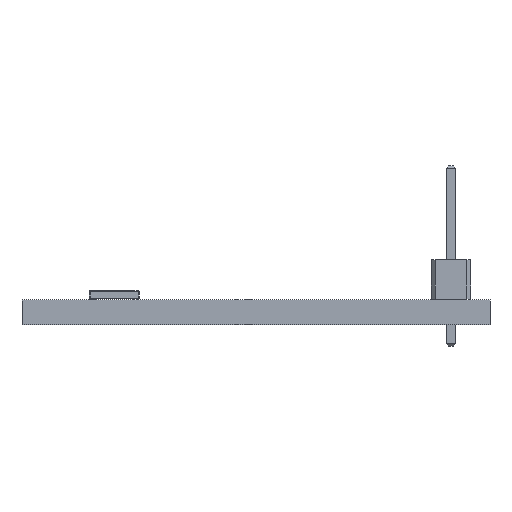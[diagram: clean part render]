
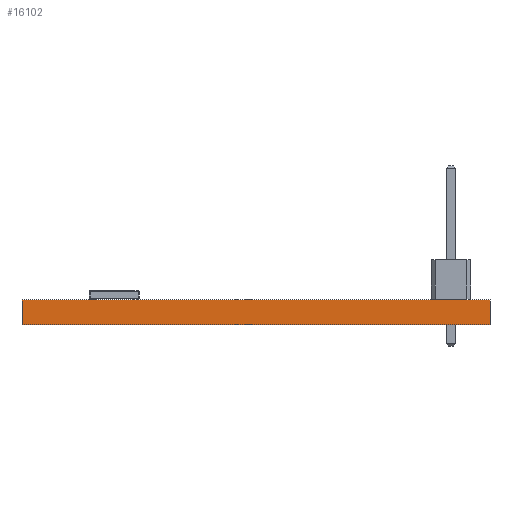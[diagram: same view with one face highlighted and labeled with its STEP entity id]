
A CAD part, front view. The second image highlights one B-rep face of the part: STEP entity #16102.
In plain terms, the highlighted planar face has unit normal (0, -1, 0).
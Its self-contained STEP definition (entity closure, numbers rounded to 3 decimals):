
#16102 = ADVANCED_FACE('',(#16103),#16117,.T.);
#16103 = FACE_BOUND('',#16104,.T.);
#16104 = EDGE_LOOP('',(#16105,#16140,#16168,#16196));
#16105 = ORIENTED_EDGE('',*,*,#16106,.T.);
#16106 = EDGE_CURVE('',#16107,#16109,#16111,.T.);
#16107 = VERTEX_POINT('',#16108);
#16108 = CARTESIAN_POINT('',(99.013,-134.12,0.));
#16109 = VERTEX_POINT('',#16110);
#16110 = CARTESIAN_POINT('',(99.013,-134.12,1.6));
#16111 = SURFACE_CURVE('',#16112,(#16116,#16128),.PCURVE_S1.);
#16112 = LINE('',#16113,#16114);
#16113 = CARTESIAN_POINT('',(99.013,-134.12,0.));
#16114 = VECTOR('',#16115,1.);
#16115 = DIRECTION('',(0.,0.,1.));
#16116 = PCURVE('',#16117,#16122);
#16117 = PLANE('',#16118);
#16118 = AXIS2_PLACEMENT_3D('',#16119,#16120,#16121);
#16119 = CARTESIAN_POINT('',(99.013,-134.12,0.));
#16120 = DIRECTION('',(0.,-1.,0.));
#16121 = DIRECTION('',(-1.,0.,0.));
#16122 = DEFINITIONAL_REPRESENTATION('',(#16123),#16127);
#16123 = LINE('',#16124,#16125);
#16124 = CARTESIAN_POINT('',(0.,-0.));
#16125 = VECTOR('',#16126,1.);
#16126 = DIRECTION('',(0.,-1.));
#16127 = ( GEOMETRIC_REPRESENTATION_CONTEXT(2) 
PARAMETRIC_REPRESENTATION_CONTEXT() REPRESENTATION_CONTEXT('2D SPACE',''
  ) );
#16128 = PCURVE('',#16129,#16134);
#16129 = PLANE('',#16130);
#16130 = AXIS2_PLACEMENT_3D('',#16131,#16132,#16133);
#16131 = CARTESIAN_POINT('',(99.013,-64.12,0.));
#16132 = DIRECTION('',(1.,0.,-0.));
#16133 = DIRECTION('',(0.,-1.,0.));
#16134 = DEFINITIONAL_REPRESENTATION('',(#16135),#16139);
#16135 = LINE('',#16136,#16137);
#16136 = CARTESIAN_POINT('',(70.,0.));
#16137 = VECTOR('',#16138,1.);
#16138 = DIRECTION('',(0.,-1.));
#16139 = ( GEOMETRIC_REPRESENTATION_CONTEXT(2) 
PARAMETRIC_REPRESENTATION_CONTEXT() REPRESENTATION_CONTEXT('2D SPACE',''
  ) );
#16140 = ORIENTED_EDGE('',*,*,#16141,.T.);
#16141 = EDGE_CURVE('',#16109,#16142,#16144,.T.);
#16142 = VERTEX_POINT('',#16143);
#16143 = CARTESIAN_POINT('',(69.013,-134.12,1.6));
#16144 = SURFACE_CURVE('',#16145,(#16149,#16156),.PCURVE_S1.);
#16145 = LINE('',#16146,#16147);
#16146 = CARTESIAN_POINT('',(99.013,-134.12,1.6));
#16147 = VECTOR('',#16148,1.);
#16148 = DIRECTION('',(-1.,0.,0.));
#16149 = PCURVE('',#16117,#16150);
#16150 = DEFINITIONAL_REPRESENTATION('',(#16151),#16155);
#16151 = LINE('',#16152,#16153);
#16152 = CARTESIAN_POINT('',(0.,-1.6));
#16153 = VECTOR('',#16154,1.);
#16154 = DIRECTION('',(1.,0.));
#16155 = ( GEOMETRIC_REPRESENTATION_CONTEXT(2) 
PARAMETRIC_REPRESENTATION_CONTEXT() REPRESENTATION_CONTEXT('2D SPACE',''
  ) );
#16156 = PCURVE('',#16157,#16162);
#16157 = PLANE('',#16158);
#16158 = AXIS2_PLACEMENT_3D('',#16159,#16160,#16161);
#16159 = CARTESIAN_POINT('',(84.013,-99.12,1.6));
#16160 = DIRECTION('',(-0.,-0.,-1.));
#16161 = DIRECTION('',(-1.,0.,0.));
#16162 = DEFINITIONAL_REPRESENTATION('',(#16163),#16167);
#16163 = LINE('',#16164,#16165);
#16164 = CARTESIAN_POINT('',(-15.,-35.));
#16165 = VECTOR('',#16166,1.);
#16166 = DIRECTION('',(1.,0.));
#16167 = ( GEOMETRIC_REPRESENTATION_CONTEXT(2) 
PARAMETRIC_REPRESENTATION_CONTEXT() REPRESENTATION_CONTEXT('2D SPACE',''
  ) );
#16168 = ORIENTED_EDGE('',*,*,#16169,.F.);
#16169 = EDGE_CURVE('',#16170,#16142,#16172,.T.);
#16170 = VERTEX_POINT('',#16171);
#16171 = CARTESIAN_POINT('',(69.013,-134.12,0.));
#16172 = SURFACE_CURVE('',#16173,(#16177,#16184),.PCURVE_S1.);
#16173 = LINE('',#16174,#16175);
#16174 = CARTESIAN_POINT('',(69.013,-134.12,0.));
#16175 = VECTOR('',#16176,1.);
#16176 = DIRECTION('',(0.,0.,1.));
#16177 = PCURVE('',#16117,#16178);
#16178 = DEFINITIONAL_REPRESENTATION('',(#16179),#16183);
#16179 = LINE('',#16180,#16181);
#16180 = CARTESIAN_POINT('',(30.,0.));
#16181 = VECTOR('',#16182,1.);
#16182 = DIRECTION('',(0.,-1.));
#16183 = ( GEOMETRIC_REPRESENTATION_CONTEXT(2) 
PARAMETRIC_REPRESENTATION_CONTEXT() REPRESENTATION_CONTEXT('2D SPACE',''
  ) );
#16184 = PCURVE('',#16185,#16190);
#16185 = PLANE('',#16186);
#16186 = AXIS2_PLACEMENT_3D('',#16187,#16188,#16189);
#16187 = CARTESIAN_POINT('',(69.013,-134.12,0.));
#16188 = DIRECTION('',(-1.,0.,0.));
#16189 = DIRECTION('',(0.,1.,0.));
#16190 = DEFINITIONAL_REPRESENTATION('',(#16191),#16195);
#16191 = LINE('',#16192,#16193);
#16192 = CARTESIAN_POINT('',(0.,0.));
#16193 = VECTOR('',#16194,1.);
#16194 = DIRECTION('',(0.,-1.));
#16195 = ( GEOMETRIC_REPRESENTATION_CONTEXT(2) 
PARAMETRIC_REPRESENTATION_CONTEXT() REPRESENTATION_CONTEXT('2D SPACE',''
  ) );
#16196 = ORIENTED_EDGE('',*,*,#16197,.F.);
#16197 = EDGE_CURVE('',#16107,#16170,#16198,.T.);
#16198 = SURFACE_CURVE('',#16199,(#16203,#16210),.PCURVE_S1.);
#16199 = LINE('',#16200,#16201);
#16200 = CARTESIAN_POINT('',(99.013,-134.12,0.));
#16201 = VECTOR('',#16202,1.);
#16202 = DIRECTION('',(-1.,0.,0.));
#16203 = PCURVE('',#16117,#16204);
#16204 = DEFINITIONAL_REPRESENTATION('',(#16205),#16209);
#16205 = LINE('',#16206,#16207);
#16206 = CARTESIAN_POINT('',(0.,-0.));
#16207 = VECTOR('',#16208,1.);
#16208 = DIRECTION('',(1.,0.));
#16209 = ( GEOMETRIC_REPRESENTATION_CONTEXT(2) 
PARAMETRIC_REPRESENTATION_CONTEXT() REPRESENTATION_CONTEXT('2D SPACE',''
  ) );
#16210 = PCURVE('',#16211,#16216);
#16211 = PLANE('',#16212);
#16212 = AXIS2_PLACEMENT_3D('',#16213,#16214,#16215);
#16213 = CARTESIAN_POINT('',(84.013,-99.12,0.));
#16214 = DIRECTION('',(-0.,-0.,-1.));
#16215 = DIRECTION('',(-1.,0.,0.));
#16216 = DEFINITIONAL_REPRESENTATION('',(#16217),#16221);
#16217 = LINE('',#16218,#16219);
#16218 = CARTESIAN_POINT('',(-15.,-35.));
#16219 = VECTOR('',#16220,1.);
#16220 = DIRECTION('',(1.,0.));
#16221 = ( GEOMETRIC_REPRESENTATION_CONTEXT(2) 
PARAMETRIC_REPRESENTATION_CONTEXT() REPRESENTATION_CONTEXT('2D SPACE',''
  ) );
